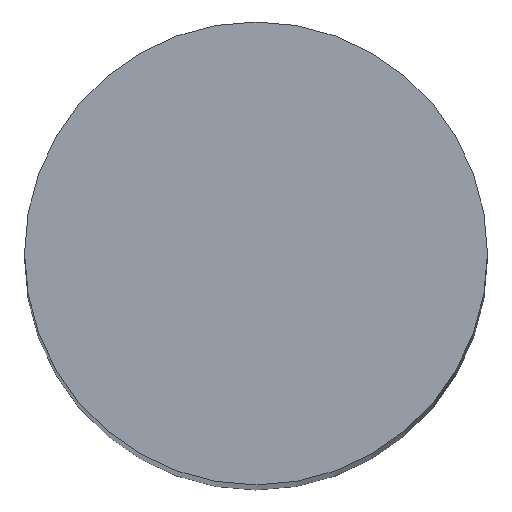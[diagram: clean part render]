
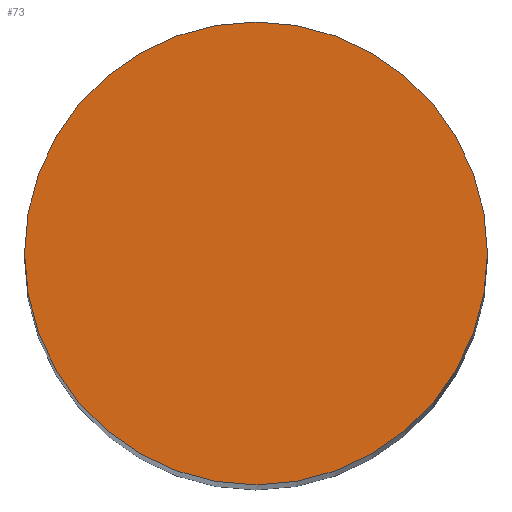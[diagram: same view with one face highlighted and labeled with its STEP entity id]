
A CAD part, top view. The second image highlights one B-rep face of the part: STEP entity #73.
In plain terms, the highlighted planar face has unit normal (0, 0, 1).
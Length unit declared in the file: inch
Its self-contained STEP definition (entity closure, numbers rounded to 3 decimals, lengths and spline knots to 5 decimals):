
#1 = VERTEX_POINT ( 'NONE', #44 ) ;
#4 = CARTESIAN_POINT ( 'NONE',  ( -0.14735, -0.08473, 1.88976 ) ) ;
#5 = DIRECTION ( 'NONE',  ( 1., 0., 0. ) ) ;
#6 = ORIENTED_EDGE ( 'NONE', *, *, #13, .T. ) ;
#13 = EDGE_CURVE ( 'NONE', #1, #126, #67, .T. ) ;
#14 = AXIS2_PLACEMENT_3D ( 'NONE', #80, #107, #120 ) ;
#32 = CIRCLE ( 'NONE', #78, 0.14961 ) ;
#33 = DIRECTION ( 'NONE',  ( 1., 0., 0. ) ) ;
#35 = DIRECTION ( 'NONE',  ( 0., 0., 1. ) ) ;
#41 = CARTESIAN_POINT ( 'NONE',  ( -0.14735, -0.08473, 1.88976 ) ) ;
#44 = CARTESIAN_POINT ( 'NONE',  ( -0.29696, -0.08473, 1.88976 ) ) ;
#52 = EDGE_CURVE ( 'NONE', #126, #1, #32, .T. ) ;
#57 = CARTESIAN_POINT ( 'NONE',  ( 0.00226, -0.08473, 1.88976 ) ) ;
#67 = CIRCLE ( 'NONE', #14, 0.14961 ) ;
#70 = DIRECTION ( 'NONE',  ( 0., 0., 1. ) ) ;
#71 = ORIENTED_EDGE ( 'NONE', *, *, #52, .T. ) ;
#73 = ADVANCED_FACE ( 'NONE', ( #89 ), #91, .T. ) ;
#78 = AXIS2_PLACEMENT_3D ( 'NONE', #41, #70, #33 ) ;
#80 = CARTESIAN_POINT ( 'NONE',  ( -0.14735, -0.08473, 1.88976 ) ) ;
#89 = FACE_OUTER_BOUND ( 'NONE', #97, .T. ) ;
#91 = PLANE ( 'NONE',  #103 ) ;
#97 = EDGE_LOOP ( 'NONE', ( #6, #71 ) ) ;
#103 = AXIS2_PLACEMENT_3D ( 'NONE', #4, #35, #5 ) ;
#107 = DIRECTION ( 'NONE',  ( 0., 0., 1. ) ) ;
#120 = DIRECTION ( 'NONE',  ( 1., 0., 0. ) ) ;
#126 = VERTEX_POINT ( 'NONE', #57 ) ;
